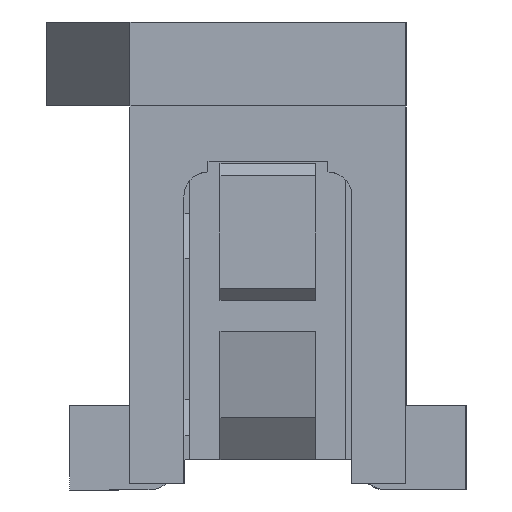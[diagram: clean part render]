
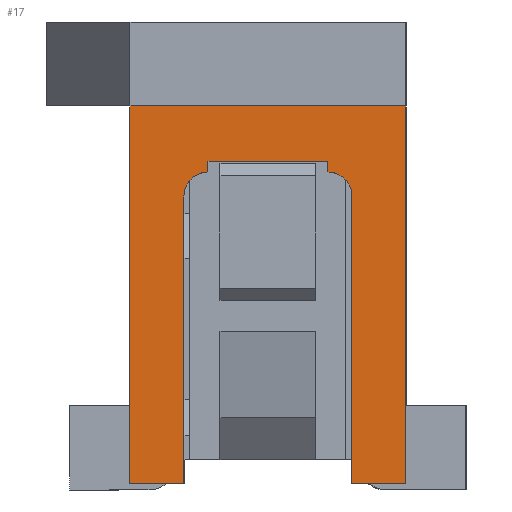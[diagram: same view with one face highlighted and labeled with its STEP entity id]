
A CAD part, left-side view. The second image highlights one B-rep face of the part: STEP entity #17.
In plain terms, the highlighted planar face has unit normal (-1, 0, 0).
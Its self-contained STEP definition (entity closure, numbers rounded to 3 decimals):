
#17 = ADVANCED_FACE('',(#18),#118,.F.);
#18 = FACE_BOUND('',#19,.F.);
#19 = EDGE_LOOP('',(#20,#30,#38,#46,#54,#62,#71,#79,#87,#95,#104,#112));
#20 = ORIENTED_EDGE('',*,*,#21,.T.);
#21 = EDGE_CURVE('',#22,#24,#26,.T.);
#22 = VERTEX_POINT('',#23);
#23 = CARTESIAN_POINT('',(-11.85,0.8,0.05));
#24 = VERTEX_POINT('',#25);
#25 = CARTESIAN_POINT('',(-11.85,0.8,3.2));
#26 = LINE('',#27,#28);
#27 = CARTESIAN_POINT('',(-11.85,0.8,0.05));
#28 = VECTOR('',#29,1.);
#29 = DIRECTION('',(0.,0.,1.));
#30 = ORIENTED_EDGE('',*,*,#31,.F.);
#31 = EDGE_CURVE('',#32,#24,#34,.T.);
#32 = VERTEX_POINT('',#33);
#33 = CARTESIAN_POINT('',(-11.85,-1.5,3.2));
#34 = LINE('',#35,#36);
#35 = CARTESIAN_POINT('',(-11.85,-1.5,3.2));
#36 = VECTOR('',#37,1.);
#37 = DIRECTION('',(0.,1.,0.));
#38 = ORIENTED_EDGE('',*,*,#39,.T.);
#39 = EDGE_CURVE('',#32,#40,#42,.T.);
#40 = VERTEX_POINT('',#41);
#41 = CARTESIAN_POINT('',(-11.85,-1.5,0.05));
#42 = LINE('',#43,#44);
#43 = CARTESIAN_POINT('',(-11.85,-1.5,3.2));
#44 = VECTOR('',#45,1.);
#45 = DIRECTION('',(0.,0.,-1.));
#46 = ORIENTED_EDGE('',*,*,#47,.T.);
#47 = EDGE_CURVE('',#40,#48,#50,.T.);
#48 = VERTEX_POINT('',#49);
#49 = CARTESIAN_POINT('',(-11.85,-1.05,0.05));
#50 = LINE('',#51,#52);
#51 = CARTESIAN_POINT('',(-11.85,-1.5,0.05));
#52 = VECTOR('',#53,1.);
#53 = DIRECTION('',(0.,1.,0.));
#54 = ORIENTED_EDGE('',*,*,#55,.F.);
#55 = EDGE_CURVE('',#56,#48,#58,.T.);
#56 = VERTEX_POINT('',#57);
#57 = CARTESIAN_POINT('',(-11.85,-1.05,2.45));
#58 = LINE('',#59,#60);
#59 = CARTESIAN_POINT('',(-11.85,-1.05,2.45));
#60 = VECTOR('',#61,1.);
#61 = DIRECTION('',(0.,0.,-1.));
#62 = ORIENTED_EDGE('',*,*,#63,.T.);
#63 = EDGE_CURVE('',#56,#64,#66,.T.);
#64 = VERTEX_POINT('',#65);
#65 = CARTESIAN_POINT('',(-11.85,-0.85,2.65));
#66 = CIRCLE('',#67,0.2);
#67 = AXIS2_PLACEMENT_3D('',#68,#69,#70);
#68 = CARTESIAN_POINT('',(-11.85,-0.85,2.45));
#69 = DIRECTION('',(-1.,0.,0.));
#70 = DIRECTION('',(0.,-1.,0.));
#71 = ORIENTED_EDGE('',*,*,#72,.T.);
#72 = EDGE_CURVE('',#64,#73,#75,.T.);
#73 = VERTEX_POINT('',#74);
#74 = CARTESIAN_POINT('',(-11.85,-0.85,2.738));
#75 = LINE('',#76,#77);
#76 = CARTESIAN_POINT('',(-11.85,-0.85,2.65));
#77 = VECTOR('',#78,1.);
#78 = DIRECTION('',(0.,0.,1.));
#79 = ORIENTED_EDGE('',*,*,#80,.T.);
#80 = EDGE_CURVE('',#73,#81,#83,.T.);
#81 = VERTEX_POINT('',#82);
#82 = CARTESIAN_POINT('',(-11.85,0.15,2.738));
#83 = LINE('',#84,#85);
#84 = CARTESIAN_POINT('',(-11.85,-0.85,2.738));
#85 = VECTOR('',#86,1.);
#86 = DIRECTION('',(0.,1.,0.));
#87 = ORIENTED_EDGE('',*,*,#88,.T.);
#88 = EDGE_CURVE('',#81,#89,#91,.T.);
#89 = VERTEX_POINT('',#90);
#90 = CARTESIAN_POINT('',(-11.85,0.15,2.65));
#91 = LINE('',#92,#93);
#92 = CARTESIAN_POINT('',(-11.85,0.15,2.738));
#93 = VECTOR('',#94,1.);
#94 = DIRECTION('',(0.,0.,-1.));
#95 = ORIENTED_EDGE('',*,*,#96,.T.);
#96 = EDGE_CURVE('',#89,#97,#99,.T.);
#97 = VERTEX_POINT('',#98);
#98 = CARTESIAN_POINT('',(-11.85,0.35,2.45));
#99 = CIRCLE('',#100,0.2);
#100 = AXIS2_PLACEMENT_3D('',#101,#102,#103);
#101 = CARTESIAN_POINT('',(-11.85,0.15,2.45));
#102 = DIRECTION('',(-1.,0.,0.));
#103 = DIRECTION('',(0.,0.,1.));
#104 = ORIENTED_EDGE('',*,*,#105,.F.);
#105 = EDGE_CURVE('',#106,#97,#108,.T.);
#106 = VERTEX_POINT('',#107);
#107 = CARTESIAN_POINT('',(-11.85,0.35,0.05));
#108 = LINE('',#109,#110);
#109 = CARTESIAN_POINT('',(-11.85,0.35,0.05));
#110 = VECTOR('',#111,1.);
#111 = DIRECTION('',(0.,0.,1.));
#112 = ORIENTED_EDGE('',*,*,#113,.T.);
#113 = EDGE_CURVE('',#106,#22,#114,.T.);
#114 = LINE('',#115,#116);
#115 = CARTESIAN_POINT('',(-11.85,0.35,0.05));
#116 = VECTOR('',#117,1.);
#117 = DIRECTION('',(0.,1.,0.));
#118 = PLANE('',#119);
#119 = AXIS2_PLACEMENT_3D('',#120,#121,#122);
#120 = CARTESIAN_POINT('',(-11.85,-0.35,0.));
#121 = DIRECTION('',(1.,0.,0.));
#122 = DIRECTION('',(0.,1.,0.));
